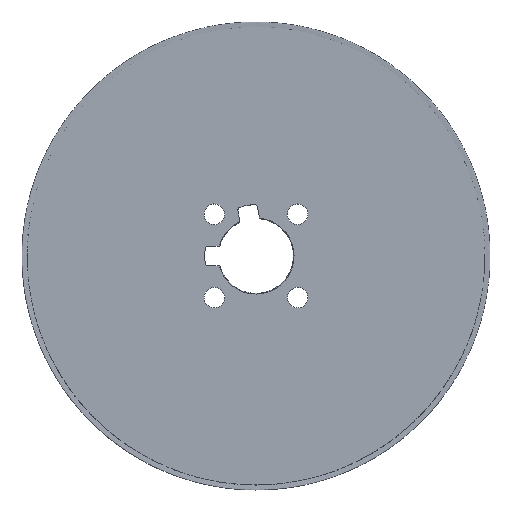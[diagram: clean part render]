
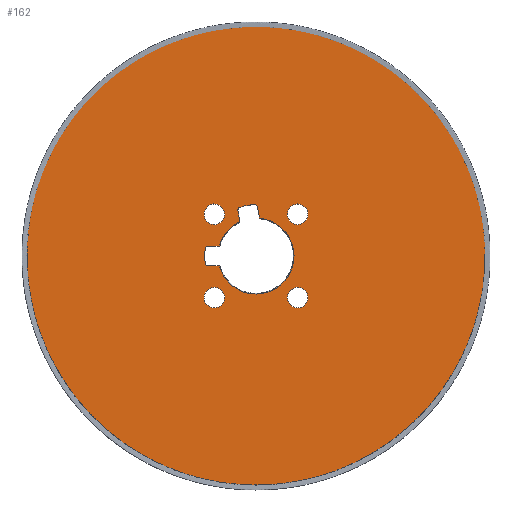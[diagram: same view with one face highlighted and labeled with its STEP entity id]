
A CAD part, top view. The second image highlights one B-rep face of the part: STEP entity #162.
In plain terms, the highlighted planar face has unit normal (0, 0, 1).
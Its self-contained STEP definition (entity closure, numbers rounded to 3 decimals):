
#162=ADVANCED_FACE('TB_SU_5',(#202,#203,#204,#205,#206,#207),#196,.T.);
#196=PLANE('',#948);
#202=FACE_BOUND('',#229,.T.);
#203=FACE_BOUND('',#230,.T.);
#204=FACE_BOUND('',#231,.T.);
#205=FACE_BOUND('',#232,.T.);
#206=FACE_BOUND('',#233,.T.);
#207=FACE_BOUND('',#234,.T.);
#229=EDGE_LOOP('',(#327,#328,#329,#330,#331,#332,#333,#334,#335,#336,#337,
#338,#339,#340,#341,#342,#343,#344));
#230=EDGE_LOOP('',(#345));
#231=EDGE_LOOP('',(#346));
#232=EDGE_LOOP('',(#347));
#233=EDGE_LOOP('',(#348));
#234=EDGE_LOOP('',(#349));
#279=LINE('',#1309,#303);
#280=LINE('',#1317,#304);
#281=LINE('',#1329,#305);
#282=LINE('',#1337,#306);
#303=VECTOR('',#1066,1.);
#304=VECTOR('',#1073,1.);
#305=VECTOR('',#1084,1.);
#306=VECTOR('',#1091,1.);
#327=ORIENTED_EDGE('',*,*,#556,.F.);
#328=ORIENTED_EDGE('',*,*,#557,.T.);
#329=ORIENTED_EDGE('',*,*,#558,.T.);
#330=ORIENTED_EDGE('',*,*,#559,.F.);
#331=ORIENTED_EDGE('',*,*,#560,.T.);
#332=ORIENTED_EDGE('',*,*,#561,.F.);
#333=ORIENTED_EDGE('',*,*,#562,.T.);
#334=ORIENTED_EDGE('',*,*,#563,.T.);
#335=ORIENTED_EDGE('',*,*,#564,.F.);
#336=ORIENTED_EDGE('',*,*,#565,.F.);
#337=ORIENTED_EDGE('',*,*,#566,.F.);
#338=ORIENTED_EDGE('',*,*,#567,.T.);
#339=ORIENTED_EDGE('',*,*,#568,.T.);
#340=ORIENTED_EDGE('',*,*,#569,.F.);
#341=ORIENTED_EDGE('',*,*,#570,.T.);
#342=ORIENTED_EDGE('',*,*,#571,.F.);
#343=ORIENTED_EDGE('',*,*,#572,.T.);
#344=ORIENTED_EDGE('',*,*,#573,.T.);
#345=ORIENTED_EDGE('',*,*,#574,.T.);
#346=ORIENTED_EDGE('',*,*,#575,.T.);
#347=ORIENTED_EDGE('',*,*,#576,.T.);
#348=ORIENTED_EDGE('',*,*,#577,.T.);
#349=ORIENTED_EDGE('',*,*,#578,.T.);
#495=VERTEX_POINT('',#1305);
#496=VERTEX_POINT('',#1306);
#497=VERTEX_POINT('',#1308);
#498=VERTEX_POINT('',#1310);
#499=VERTEX_POINT('',#1312);
#500=VERTEX_POINT('',#1314);
#501=VERTEX_POINT('',#1316);
#502=VERTEX_POINT('',#1318);
#503=VERTEX_POINT('',#1320);
#504=VERTEX_POINT('',#1322);
#505=VERTEX_POINT('',#1324);
#506=VERTEX_POINT('',#1326);
#507=VERTEX_POINT('',#1328);
#508=VERTEX_POINT('',#1330);
#509=VERTEX_POINT('',#1332);
#510=VERTEX_POINT('',#1334);
#511=VERTEX_POINT('',#1336);
#512=VERTEX_POINT('',#1338);
#513=VERTEX_POINT('',#1341);
#514=VERTEX_POINT('',#1343);
#515=VERTEX_POINT('',#1345);
#516=VERTEX_POINT('',#1347);
#517=VERTEX_POINT('',#1349);
#556=EDGE_CURVE('',#495,#496,#640,.T.);
#557=EDGE_CURVE('',#495,#497,#641,.T.);
#558=EDGE_CURVE('',#497,#498,#279,.T.);
#559=EDGE_CURVE('',#499,#498,#642,.T.);
#560=EDGE_CURVE('',#499,#500,#643,.T.);
#561=EDGE_CURVE('',#501,#500,#644,.T.);
#562=EDGE_CURVE('',#501,#502,#280,.T.);
#563=EDGE_CURVE('',#502,#503,#645,.T.);
#564=EDGE_CURVE('',#504,#503,#646,.T.);
#565=EDGE_CURVE('',#505,#504,#647,.T.);
#566=EDGE_CURVE('',#506,#505,#648,.T.);
#567=EDGE_CURVE('',#506,#507,#649,.T.);
#568=EDGE_CURVE('',#507,#508,#281,.T.);
#569=EDGE_CURVE('',#509,#508,#650,.T.);
#570=EDGE_CURVE('',#509,#510,#651,.T.);
#571=EDGE_CURVE('',#511,#510,#652,.T.);
#572=EDGE_CURVE('',#511,#512,#282,.T.);
#573=EDGE_CURVE('',#512,#496,#653,.T.);
#574=EDGE_CURVE('',#513,#513,#654,.T.);
#575=EDGE_CURVE('',#514,#514,#655,.T.);
#576=EDGE_CURVE('',#515,#515,#656,.T.);
#577=EDGE_CURVE('',#516,#516,#657,.T.);
#578=EDGE_CURVE('',#517,#517,#658,.T.);
#640=CIRCLE('',#929,20.306);
#641=CIRCLE('',#930,0.5);
#642=CIRCLE('',#931,1.6);
#643=CIRCLE('',#932,22.);
#644=CIRCLE('',#933,1.6);
#645=CIRCLE('',#934,0.5);
#646=CIRCLE('',#935,20.306);
#647=CIRCLE('',#936,20.306);
#648=CIRCLE('',#937,20.306);
#649=CIRCLE('',#938,0.5);
#650=CIRCLE('',#939,1.6);
#651=CIRCLE('',#940,22.);
#652=CIRCLE('',#941,1.6);
#653=CIRCLE('',#942,0.5);
#654=CIRCLE('',#943,5.511);
#655=CIRCLE('',#944,5.511);
#656=CIRCLE('',#945,123.322);
#657=CIRCLE('',#946,5.511);
#658=CIRCLE('',#947,5.511);
#929=AXIS2_PLACEMENT_3D('',#1304,#1062,#1063);
#930=AXIS2_PLACEMENT_3D('',#1307,#1064,#1065);
#931=AXIS2_PLACEMENT_3D('',#1311,#1067,#1068);
#932=AXIS2_PLACEMENT_3D('',#1313,#1069,#1070);
#933=AXIS2_PLACEMENT_3D('',#1315,#1071,#1072);
#934=AXIS2_PLACEMENT_3D('',#1319,#1074,#1075);
#935=AXIS2_PLACEMENT_3D('',#1321,#1076,#1077);
#936=AXIS2_PLACEMENT_3D('',#1323,#1078,#1079);
#937=AXIS2_PLACEMENT_3D('',#1325,#1080,#1081);
#938=AXIS2_PLACEMENT_3D('',#1327,#1082,#1083);
#939=AXIS2_PLACEMENT_3D('',#1331,#1085,#1086);
#940=AXIS2_PLACEMENT_3D('',#1333,#1087,#1088);
#941=AXIS2_PLACEMENT_3D('',#1335,#1089,#1090);
#942=AXIS2_PLACEMENT_3D('',#1339,#1092,#1093);
#943=AXIS2_PLACEMENT_3D('',#1340,#1094,#1095);
#944=AXIS2_PLACEMENT_3D('',#1342,#1096,#1097);
#945=AXIS2_PLACEMENT_3D('',#1344,#1098,#1099);
#946=AXIS2_PLACEMENT_3D('',#1346,#1100,#1101);
#947=AXIS2_PLACEMENT_3D('',#1348,#1102,#1103);
#948=AXIS2_PLACEMENT_3D('',#1350,#1104,#1105);
#1062=DIRECTION('',(0.,0.,1.));
#1063=DIRECTION('',(-0.292,-0.956,0.));
#1064=DIRECTION('',(0.,0.,1.));
#1065=DIRECTION('',(-0.292,-0.956,0.));
#1066=DIRECTION('',(-0.174,0.985,0.));
#1067=DIRECTION('',(0.,0.,1.));
#1068=DIRECTION('',(-0.292,-0.956,0.));
#1069=DIRECTION('',(0.,0.,-1.));
#1070=DIRECTION('',(-0.292,-0.956,0.));
#1071=DIRECTION('',(0.,0.,1.));
#1072=DIRECTION('',(-0.292,-0.956,0.));
#1073=DIRECTION('',(0.174,-0.985,0.));
#1074=DIRECTION('',(0.,0.,1.));
#1075=DIRECTION('',(-0.292,-0.956,0.));
#1076=DIRECTION('',(0.,0.,1.));
#1077=DIRECTION('',(-0.292,-0.956,0.));
#1078=DIRECTION('',(0.,0.,1.));
#1079=DIRECTION('',(-0.292,-0.956,0.));
#1080=DIRECTION('',(0.,0.,1.));
#1081=DIRECTION('',(-0.292,-0.956,0.));
#1082=DIRECTION('',(0.,0.,1.));
#1083=DIRECTION('',(-0.292,-0.956,0.));
#1084=DIRECTION('',(-1.,0.,0.));
#1085=DIRECTION('',(0.,0.,1.));
#1086=DIRECTION('',(-0.292,-0.956,0.));
#1087=DIRECTION('',(0.,0.,-1.));
#1088=DIRECTION('',(-0.292,-0.956,0.));
#1089=DIRECTION('',(0.,0.,1.));
#1090=DIRECTION('',(-0.292,-0.956,0.));
#1091=DIRECTION('',(1.,0.,0.));
#1092=DIRECTION('',(0.,0.,1.));
#1093=DIRECTION('',(-0.292,-0.956,0.));
#1094=DIRECTION('',(0.,0.,-1.));
#1095=DIRECTION('',(-0.292,-0.956,0.));
#1096=DIRECTION('',(0.,0.,-1.));
#1097=DIRECTION('',(-0.292,-0.956,0.));
#1098=DIRECTION('',(0.,0.,1.));
#1099=DIRECTION('',(-0.292,-0.956,0.));
#1100=DIRECTION('',(0.,0.,-1.));
#1101=DIRECTION('',(-0.292,-0.956,0.));
#1102=DIRECTION('',(0.,0.,-1.));
#1103=DIRECTION('',(-0.292,-0.956,0.));
#1104=DIRECTION('',(0.,0.,1.));
#1105=DIRECTION('',(-0.292,-0.956,0.));
#1304=CARTESIAN_POINT('',(0.,0.,0.));
#1305=CARTESIAN_POINT('',(-8.651,18.371,0.));
#1306=CARTESIAN_POINT('',(-19.595,5.329,0.));
#1307=CARTESIAN_POINT('',(-9.15,18.349,0.));
#1308=CARTESIAN_POINT('',(-8.658,18.436,0.));
#1309=CARTESIAN_POINT('',(-8.972,20.216,0.));
#1310=CARTESIAN_POINT('',(-9.672,24.189,0.));
#1311=CARTESIAN_POINT('',(-8.097,24.466,0.));
#1312=CARTESIAN_POINT('',(-8.657,25.965,0.));
#1313=CARTESIAN_POINT('',(-0.945,5.361,0.));
#1314=CARTESIAN_POINT('',(-0.745,27.36,0.));
#1315=CARTESIAN_POINT('',(-0.76,25.76,0.));
#1316=CARTESIAN_POINT('',(0.816,26.038,0.));
#1317=CARTESIAN_POINT('',(1.516,22.065,0.));
#1318=CARTESIAN_POINT('',(1.83,20.285,0.));
#1319=CARTESIAN_POINT('',(2.323,20.372,0.));
#1320=CARTESIAN_POINT('',(1.846,20.222,0.));
#1321=CARTESIAN_POINT('',(0.,0.,0.));
#1322=CARTESIAN_POINT('',(20.306,0.,0.));
#1323=CARTESIAN_POINT('',(0.,0.,0.));
#1324=CARTESIAN_POINT('',(0.,-20.306,0.));
#1325=CARTESIAN_POINT('',(0.,0.,0.));
#1326=CARTESIAN_POINT('',(-19.595,-5.329,0.));
#1327=CARTESIAN_POINT('',(-19.659,-5.825,0.));
#1328=CARTESIAN_POINT('',(-19.659,-5.325,0.));
#1329=CARTESIAN_POINT('',(-123.622,-5.325,0.));
#1330=CARTESIAN_POINT('',(-25.501,-5.325,0.));
#1331=CARTESIAN_POINT('',(-25.501,-3.725,0.));
#1332=CARTESIAN_POINT('',(-27.074,-4.017,0.));
#1333=CARTESIAN_POINT('',(-5.444,0.,0.));
#1334=CARTESIAN_POINT('',(-27.074,4.017,0.));
#1335=CARTESIAN_POINT('',(-25.501,3.725,0.));
#1336=CARTESIAN_POINT('',(-25.501,5.325,0.));
#1337=CARTESIAN_POINT('',(-123.622,5.325,0.));
#1338=CARTESIAN_POINT('',(-19.659,5.325,0.));
#1339=CARTESIAN_POINT('',(-19.659,5.825,0.));
#1340=CARTESIAN_POINT('',(-22.274,22.274,0.));
#1341=CARTESIAN_POINT('',(-23.885,17.004,0.));
#1342=CARTESIAN_POINT('',(22.274,22.274,0.));
#1343=CARTESIAN_POINT('',(20.663,17.004,0.));
#1344=CARTESIAN_POINT('',(0.,0.,0.));
#1345=CARTESIAN_POINT('',(-36.056,-117.934,0.));
#1346=CARTESIAN_POINT('',(22.274,-22.274,0.));
#1347=CARTESIAN_POINT('',(20.663,-27.544,0.));
#1348=CARTESIAN_POINT('',(-22.274,-22.274,0.));
#1349=CARTESIAN_POINT('',(-23.885,-27.544,0.));
#1350=CARTESIAN_POINT('',(-123.622,0.,0.));
